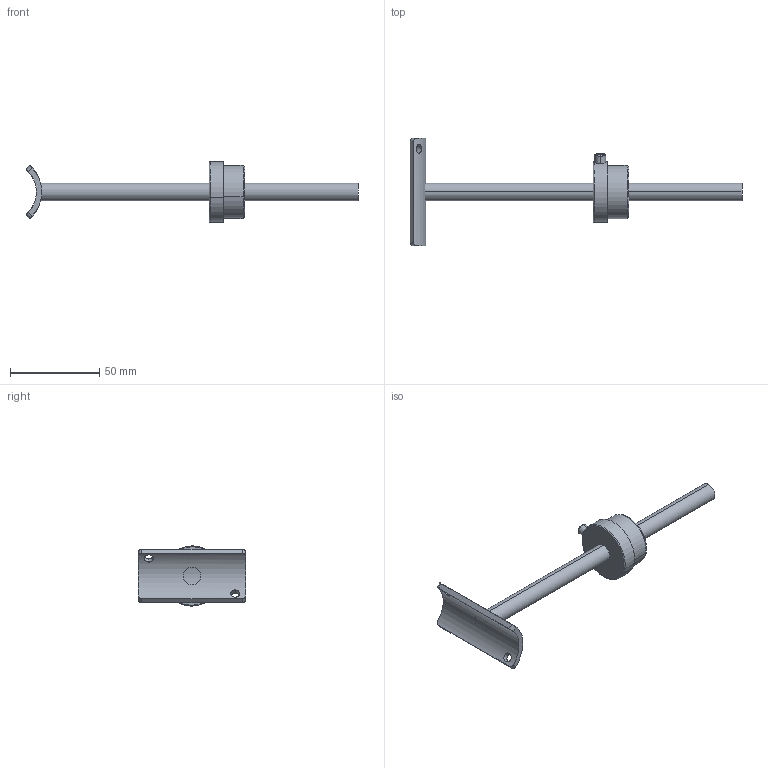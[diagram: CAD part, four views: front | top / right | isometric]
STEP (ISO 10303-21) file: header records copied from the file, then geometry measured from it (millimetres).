
FILE_DESCRIPTION (( 'STEP AP203' ), '1' );
FILE_NAME ('3D_GC2322_33.7-33.7_188705710.STEP', '2024-10-16T08:10:31', ( '' ), ( '' ), 'SwSTEP 2.0', 'SolidWorks 2024', '' );
FILE_SCHEMA (( 'CONFIG_CONTROL_DESIGN' ));
Length unit declared in the file: inch
Products named in the file (3): 3D_GC2232; 3D_GC2322_33.7-33.7_188705710; 3D_GC2012
Assembly tree (2 placements, depth 2):
  3D_GC2322_33.7-33.7_188705710
    3D_GC2232
    3D_GC2012
Bounding box: 185.81 x 60 x 33.7 mm (x, y, z)
Volume: 33598.6 mm3; surface area: 14874.1 mm2
Topology: 4 solids, 4 shells, 48 faces, 112 edges, 72 vertices
Faces by surface type: cylinder 22, plane 18, torus 4, cone 4
Entity records: 2129 total; most frequent: CARTESIAN_POINT 723, DIRECTION 230, ORIENTED_EDGE 224, EDGE_CURVE 112, AXIS2_PLACEMENT_3D 89, VERTEX_POINT 72, EDGE_LOOP 56, LINE 52
